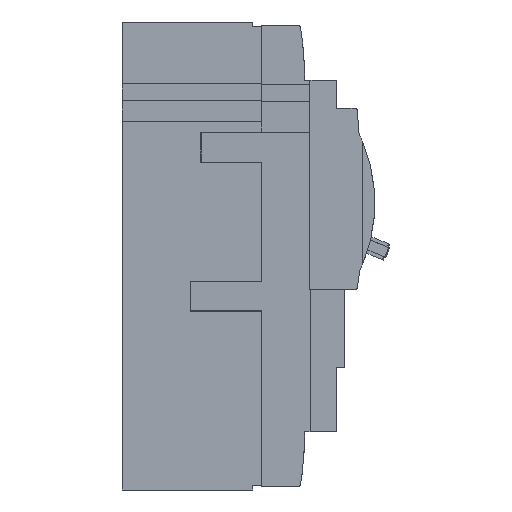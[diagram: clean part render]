
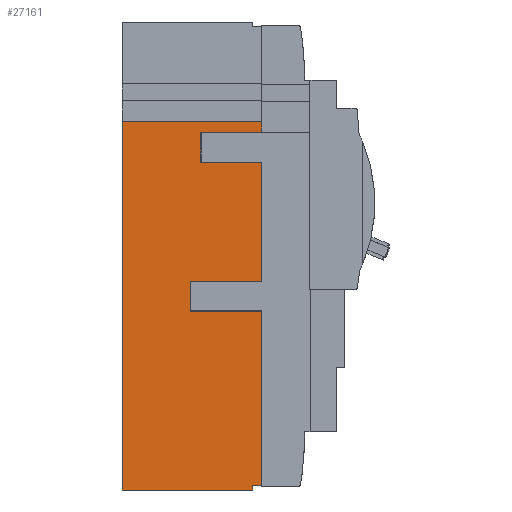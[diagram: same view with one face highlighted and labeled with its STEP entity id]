
A CAD part, left-side view. The second image highlights one B-rep face of the part: STEP entity #27161.
In plain terms, the highlighted planar face has unit normal (-1, 0, 0).
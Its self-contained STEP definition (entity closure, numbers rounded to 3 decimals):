
#13709=EDGE_CURVE('',#29269,#16683,#40786,.T.);
#16683=VERTEX_POINT('',#44089);
#17213=VERTEX_POINT('',#44679);
#17413=VERTEX_POINT('',#44896);
#18569=EDGE_CURVE('',#20913,#23401,#46144,.T.);
#20075=EDGE_CURVE('',#36445,#37839,#47798,.T.);
#20913=VERTEX_POINT('',#48713);
#21085=EDGE_CURVE('',#29475,#20913,#48898,.T.);
#21729=EDGE_CURVE('',#28045,#17413,#49605,.T.);
#23401=VERTEX_POINT('',#51439);
#24211=EDGE_CURVE('',#37981,#26015,#52336,.T.);
#26015=VERTEX_POINT('',#54294);
#27161=ADVANCED_FACE('',(#55543),#55544,.F.);
#28045=VERTEX_POINT('',#56504);
#28167=VERTEX_POINT('',#56641);
#28317=EDGE_CURVE('',#17413,#16683,#56811,.T.);
#29269=VERTEX_POINT('',#57870);
#29475=VERTEX_POINT('',#58094);
#29843=EDGE_CURVE('',#37839,#28045,#58497,.T.);
#30133=EDGE_CURVE('',#28167,#40165,#58809,.T.);
#30807=EDGE_CURVE('',#26015,#28167,#59558,.T.);
#35049=EDGE_CURVE('',#17213,#29475,#64220,.T.);
#35415=EDGE_CURVE('',#37981,#23401,#64616,.T.);
#36445=VERTEX_POINT('',#65732);
#36869=EDGE_CURVE('',#36445,#40165,#66193,.T.);
#37839=VERTEX_POINT('',#67254);
#37981=VERTEX_POINT('',#67407);
#39429=EDGE_CURVE('',#17213,#29269,#68998,.T.);
#40165=VERTEX_POINT('',#69809);
#40786=LINE('',#70561,#70562);
#44089=CARTESIAN_POINT('',(-52.45,0.0,51.995));
#44679=CARTESIAN_POINT('',(-52.45,-53.999,47.795));
#44896=CARTESIAN_POINT('',(-52.45,0.0,-90.505));
#46144=LINE('',#78272,#78273);
#47798=LINE('',#80633,#80634);
#48713=CARTESIAN_POINT('',(-52.45,-30.4,36.195));
#48898=LINE('',#82212,#82213);
#49605=LINE('',#83212,#83213);
#51439=CARTESIAN_POINT('',(-52.45,-54.,36.195));
#52336=LINE('',#87128,#87129);
#54294=CARTESIAN_POINT('',(-52.45,-26.4,-9.705));
#55543=FACE_OUTER_BOUND('',#91821,.T.);
#55544=PLANE('',#91822);
#56504=CARTESIAN_POINT('',(-52.45,-50.5,-90.505));
#56641=CARTESIAN_POINT('',(-52.45,-26.4,-21.305));
#56811=LINE('',#93683,#93684);
#57870=CARTESIAN_POINT('',(-52.45,-53.999,51.995));
#58094=CARTESIAN_POINT('',(-52.45,-30.4,47.795));
#58497=LINE('',#96075,#96076);
#58809=LINE('',#96519,#96520);
#59558=LINE('',#97589,#97590);
#64220=LINE('',#104371,#104372);
#64616=LINE('',#104996,#104997);
#65732=CARTESIAN_POINT('',(-52.45,-54.,-88.905));
#66193=LINE('',#107232,#107233);
#67254=CARTESIAN_POINT('',(-52.45,-50.5,-88.905));
#67407=CARTESIAN_POINT('',(-52.45,-54.,-9.705));
#68998=LINE('',#111229,#111230);
#69809=CARTESIAN_POINT('',(-52.45,-54.,-21.305));
#70561=CARTESIAN_POINT('',(-52.45,-12.744,51.995));
#70562=VECTOR('',#113234,1.0);
#78272=CARTESIAN_POINT('',(-52.45,-30.4,36.195));
#78273=VECTOR('',#119235,1.0);
#80633=CARTESIAN_POINT('',(-52.45,-54.0,-88.905));
#80634=VECTOR('',#120983,1.0);
#82212=CARTESIAN_POINT('',(-52.45,-30.4,47.795));
#82213=VECTOR('',#122124,1.0);
#83212=CARTESIAN_POINT('',(-52.45,-50.5,-90.505));
#83213=VECTOR('',#122824,1.0);
#87128=CARTESIAN_POINT('',(-52.45,-54.0,-9.705));
#87129=VECTOR('',#125783,1.0);
#91821=EDGE_LOOP('',(#129017,#129018,#129019,#129020,#129021,#129022,#129023,#129024,#129025,#129026,#129027,#129028,#129029,#129030));
#91822=AXIS2_PLACEMENT_3D('',#129031,#129032,#129033);
#93683=CARTESIAN_POINT('',(-52.45,0.0,-90.505));
#93684=VECTOR('',#130360,1.0);
#96075=CARTESIAN_POINT('',(-52.45,-50.5,-88.905));
#96076=VECTOR('',#132246,1.0);
#96519=CARTESIAN_POINT('',(-52.45,-26.4,-21.305));
#96520=VECTOR('',#132529,1.0);
#97589=CARTESIAN_POINT('',(-52.45,-26.4,-9.705));
#97590=VECTOR('',#133414,1.0);
#104371=CARTESIAN_POINT('',(-52.45,-54.0,47.795));
#104372=VECTOR('',#138494,1.0);
#104996=CARTESIAN_POINT('',(-52.45,-54.,-3.921));
#104997=VECTOR('',#138880,1.0);
#107232=CARTESIAN_POINT('',(-52.45,-54.,-43.521));
#107233=VECTOR('',#140424,1.0);
#111229=CARTESIAN_POINT('',(-52.45,-53.999,26.979));
#111230=VECTOR('',#143320,1.0);
#113234=DIRECTION('',(-0.0,1.0,0.0));
#119235=DIRECTION('',(0.0,-1.0,0.0));
#120983=DIRECTION('',(0.0,1.0,0.0));
#122124=DIRECTION('',(0.0,0.0,-1.0));
#122824=DIRECTION('',(0.0,1.0,0.0));
#125783=DIRECTION('',(0.0,1.0,0.0));
#129017=ORIENTED_EDGE('',*,*,#36869,.T.);
#129018=ORIENTED_EDGE('',*,*,#30133,.F.);
#129019=ORIENTED_EDGE('',*,*,#30807,.F.);
#129020=ORIENTED_EDGE('',*,*,#24211,.F.);
#129021=ORIENTED_EDGE('',*,*,#35415,.T.);
#129022=ORIENTED_EDGE('',*,*,#18569,.F.);
#129023=ORIENTED_EDGE('',*,*,#21085,.F.);
#129024=ORIENTED_EDGE('',*,*,#35049,.F.);
#129025=ORIENTED_EDGE('',*,*,#39429,.T.);
#129026=ORIENTED_EDGE('',*,*,#13709,.T.);
#129027=ORIENTED_EDGE('',*,*,#28317,.F.);
#129028=ORIENTED_EDGE('',*,*,#21729,.F.);
#129029=ORIENTED_EDGE('',*,*,#29843,.F.);
#129030=ORIENTED_EDGE('',*,*,#20075,.F.);
#129031=CARTESIAN_POINT('',(-52.45,-28.469,1.963));
#129032=DIRECTION('',(1.0,0.0,0.0));
#129033=DIRECTION('',(0.0,1.0,0.0));
#130360=DIRECTION('',(0.0,0.0,1.0));
#132246=DIRECTION('',(0.0,0.0,-1.0));
#132529=DIRECTION('',(0.0,-1.0,0.0));
#133414=DIRECTION('',(0.0,0.0,-1.0));
#138494=DIRECTION('',(0.0,1.0,0.0));
#138880=DIRECTION('',(0.0,0.0,1.0));
#140424=DIRECTION('',(0.0,0.0,1.0));
#143320=DIRECTION('',(0.0,0.0,1.0));
